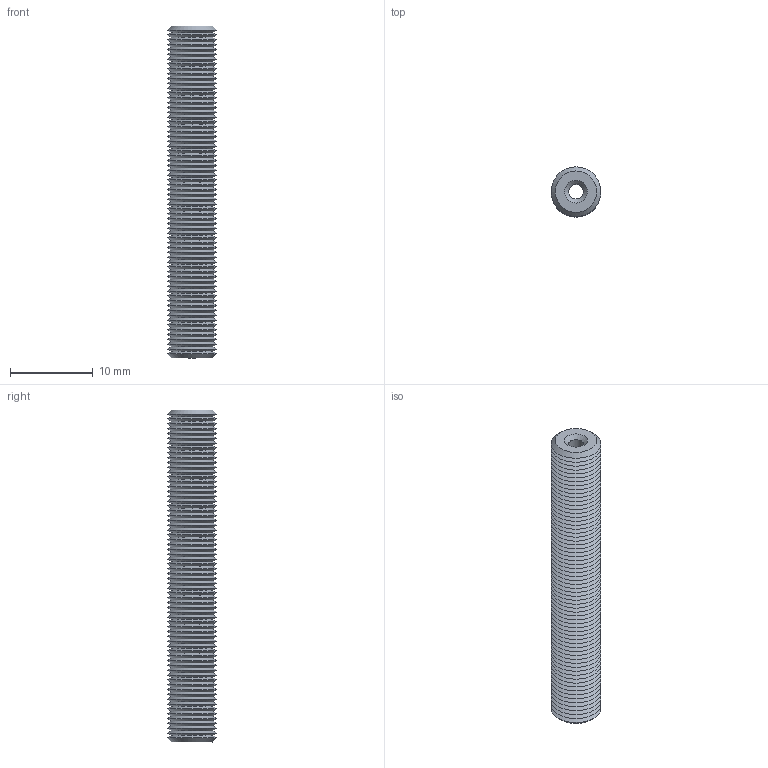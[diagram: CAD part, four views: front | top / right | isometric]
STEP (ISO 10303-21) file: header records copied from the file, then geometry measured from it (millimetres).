
FILE_DESCRIPTION(('FreeCAD Model'),'2;1');
FILE_NAME('TeflonThroatTube_40mm.step', '2019-08-08T14:28:19',('Sisul Galog'),(''), 'Open CASCADE STEP processor 7.3','FreeCAD','Unknown');
FILE_SCHEMA(('AUTOMOTIVE_DESIGN { 1 0 10303 214 1 1 1 1 }'));
Length unit declared in the file: millimetre
Products named in the file (1): TeflonThroatTube_40mm
Bounding box: 6 x 6 x 40 mm (x, y, z)
Volume: 816.2 mm3; surface area: 2585.3 mm2
Topology: 2 solids, 2 shells, 146 faces, 287 edges, 146 vertices
Faces by surface type: cone 137, plane 5, cylinder 4
Full cylindrical faces by diameter (mm): 1.75 x1, 2 x1, 3.95 x1, 4 x1
Entity records: 8401 total; most frequent: DIRECTION 1301, CARTESIAN_POINT 1154, LINE 705, VECTOR 705, ORIENTED_EDGE 574, PCURVE 574, DEFINITIONAL_REPRESENTATION 574, AXIS2_PLACEMENT_3D 293
